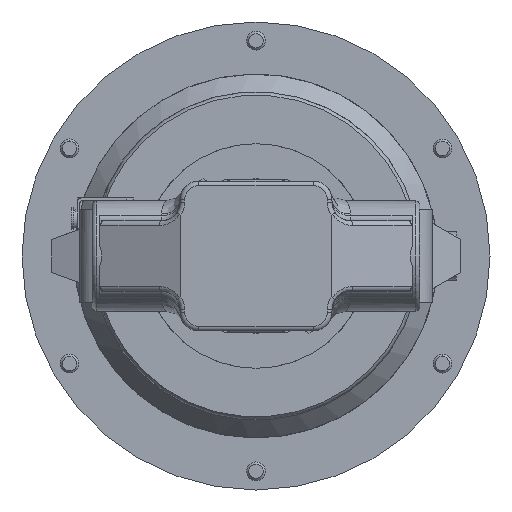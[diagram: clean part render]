
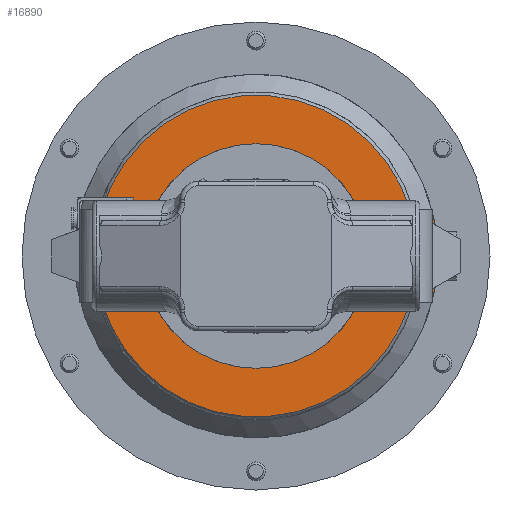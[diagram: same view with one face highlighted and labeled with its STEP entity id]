
A CAD part, front view. The second image highlights one B-rep face of the part: STEP entity #16890.
In plain terms, the highlighted planar face has unit normal (0, -1, 0).
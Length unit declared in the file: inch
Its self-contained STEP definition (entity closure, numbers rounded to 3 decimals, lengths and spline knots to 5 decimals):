
#871 = CARTESIAN_POINT ( 'NONE',  ( -2.11301, 8.007, 0.585 ) ) ;
#1251 = CARTESIAN_POINT ( 'NONE',  ( 2.06757, 8.007, 0.585 ) ) ;
#1895 = DIRECTION ( 'NONE',  ( 0., -1., 0. ) ) ;
#2561 = EDGE_CURVE ( 'NONE', #14337, #6193, #19490, .T. ) ;
#3092 = CARTESIAN_POINT ( 'NONE',  ( -2.06757, 8.007, -0.585 ) ) ;
#3178 = EDGE_CURVE ( 'NONE', #6193, #7581, #14711, .T. ) ;
#3224 = EDGE_CURVE ( 'NONE', #19517, #3430, #14287, .T. ) ;
#3267 = EDGE_CURVE ( 'NONE', #3430, #17576, #13989, .T. ) ;
#3373 = DIRECTION ( 'NONE',  ( -1., 0., 0. ) ) ;
#3430 = VERTEX_POINT ( 'NONE', #20488 ) ;
#3774 = DIRECTION ( 'NONE',  ( 1., 0., 0. ) ) ;
#4668 = ORIENTED_EDGE ( 'NONE', *, *, #29496, .T. ) ;
#6193 = VERTEX_POINT ( 'NONE', #25588 ) ;
#6865 = LINE ( 'NONE', #27463, #19042 ) ;
#7196 = VERTEX_POINT ( 'NONE', #16168 ) ;
#7490 = VECTOR ( 'NONE', #3373, 39.37008 ) ;
#7553 = CIRCLE ( 'NONE', #28239, 2.4285 ) ;
#7558 = EDGE_LOOP ( 'NONE', ( #4668, #28702, #18419, #19878, #16971, #28672, #12321, #14336, #30011 ) ) ;
#7581 = VERTEX_POINT ( 'NONE', #3092 ) ;
#7940 = VERTEX_POINT ( 'NONE', #29451 ) ;
#8413 = CARTESIAN_POINT ( 'NONE',  ( 0., 8.007, -0.46 ) ) ;
#8847 = DIRECTION ( 'NONE',  ( 0., -1., 0. ) ) ;
#9619 = AXIS2_PLACEMENT_3D ( 'NONE', #16557, #1895, #18957 ) ;
#9762 = CARTESIAN_POINT ( 'NONE',  ( 0., 8.007, -1.5 ) ) ;
#9983 = CARTESIAN_POINT ( 'NONE',  ( 2.35699, 8.007, 0.585 ) ) ;
#10101 = CARTESIAN_POINT ( 'NONE',  ( 0., 8.007, 0. ) ) ;
#10878 = DIRECTION ( 'NONE',  ( 1., 0., 0. ) ) ;
#10951 = CARTESIAN_POINT ( 'NONE',  ( 0., 8.007, 0. ) ) ;
#11310 = DIRECTION ( 'NONE',  ( 1., 0., 0. ) ) ;
#12321 = ORIENTED_EDGE ( 'NONE', *, *, #3267, .T. ) ;
#13401 = EDGE_CURVE ( 'NONE', #24673, #7940, #31014, .T. ) ;
#13420 = DIRECTION ( 'NONE',  ( 0., 0., 1. ) ) ;
#13644 = FACE_BOUND ( 'NONE', #19390, .T. ) ;
#13887 = DIRECTION ( 'NONE',  ( 0., -1., 0. ) ) ;
#13989 = CIRCLE ( 'NONE', #22853, 2.4285 ) ;
#14033 = CIRCLE ( 'NONE', #29948, 2.14874 ) ;
#14129 = CIRCLE ( 'NONE', #9619, 2.14874 ) ;
#14287 = LINE ( 'NONE', #24459, #14354 ) ;
#14327 = CARTESIAN_POINT ( 'NONE',  ( -2.11301, 8.007, -0.585 ) ) ;
#14336 = ORIENTED_EDGE ( 'NONE', *, *, #28811, .T. ) ;
#14337 = VERTEX_POINT ( 'NONE', #29382 ) ;
#14354 = VECTOR ( 'NONE', #11310, 39.37008 ) ;
#14465 = CARTESIAN_POINT ( 'NONE',  ( 0., 8.007, 0. ) ) ;
#14574 = VECTOR ( 'NONE', #20664, 39.37008 ) ;
#14711 = LINE ( 'NONE', #14327, #14574 ) ;
#14856 = DIRECTION ( 'NONE',  ( 0., -1., 0. ) ) ;
#14930 = CARTESIAN_POINT ( 'NONE',  ( 0., 8.007, 0. ) ) ;
#16168 = CARTESIAN_POINT ( 'NONE',  ( -2.06757, 8.007, 0.585 ) ) ;
#16557 = CARTESIAN_POINT ( 'NONE',  ( 0., 8.007, 0. ) ) ;
#16603 = ORIENTED_EDGE ( 'NONE', *, *, #18311, .F. ) ;
#16836 = AXIS2_PLACEMENT_3D ( 'NONE', #14930, #14856, #20945 ) ;
#16837 = AXIS2_PLACEMENT_3D ( 'NONE', #8413, #25513, #10878 ) ;
#16890 = ADVANCED_FACE ( 'NONE', ( #13644, #26656 ), #17963, .F. ) ;
#16902 = DIRECTION ( 'NONE',  ( 1., 0., 0. ) ) ;
#16971 = ORIENTED_EDGE ( 'NONE', *, *, #27173, .T. ) ;
#17364 = VERTEX_POINT ( 'NONE', #1251 ) ;
#17436 = ORIENTED_EDGE ( 'NONE', *, *, #13401, .F. ) ;
#17576 = VERTEX_POINT ( 'NONE', #26436 ) ;
#17963 = PLANE ( 'NONE',  #16837 ) ;
#18311 = EDGE_CURVE ( 'NONE', #7940, #24673, #18462, .T. ) ;
#18419 = ORIENTED_EDGE ( 'NONE', *, *, #2561, .T. ) ;
#18462 = CIRCLE ( 'NONE', #20510, 1.5 ) ;
#18957 = DIRECTION ( 'NONE',  ( 1., 0., 0. ) ) ;
#19042 = VECTOR ( 'NONE', #29955, 39.37008 ) ;
#19390 = EDGE_LOOP ( 'NONE', ( #17436, #16603 ) ) ;
#19490 = CIRCLE ( 'NONE', #16836, 2.1925 ) ;
#19517 = VERTEX_POINT ( 'NONE', #21451 ) ;
#19878 = ORIENTED_EDGE ( 'NONE', *, *, #3178, .T. ) ;
#20488 = CARTESIAN_POINT ( 'NONE',  ( 2.35699, 8.007, -0.585 ) ) ;
#20510 = AXIS2_PLACEMENT_3D ( 'NONE', #28571, #13887, #31097 ) ;
#20664 = DIRECTION ( 'NONE',  ( 1., 0., 0. ) ) ;
#20945 = DIRECTION ( 'NONE',  ( 1., 0., 0. ) ) ;
#21451 = CARTESIAN_POINT ( 'NONE',  ( 2.06757, 8.007, -0.585 ) ) ;
#21516 = VERTEX_POINT ( 'NONE', #9983 ) ;
#22853 = AXIS2_PLACEMENT_3D ( 'NONE', #10101, #30639, #3774 ) ;
#23448 = CARTESIAN_POINT ( 'NONE',  ( 0., 8.007, 0. ) ) ;
#24459 = CARTESIAN_POINT ( 'NONE',  ( -2.11301, 8.007, -0.585 ) ) ;
#24673 = VERTEX_POINT ( 'NONE', #9762 ) ;
#25513 = DIRECTION ( 'NONE',  ( 0., 1., 0. ) ) ;
#25588 = CARTESIAN_POINT ( 'NONE',  ( -2.11301, 8.007, -0.585 ) ) ;
#25957 = DIRECTION ( 'NONE',  ( 1., 0., 0. ) ) ;
#26436 = CARTESIAN_POINT ( 'NONE',  ( 2.4285, 8.007, 0. ) ) ;
#26496 = EDGE_CURVE ( 'NONE', #7196, #14337, #6865, .T. ) ;
#26656 = FACE_OUTER_BOUND ( 'NONE', #7558, .T. ) ;
#27031 = LINE ( 'NONE', #871, #7490 ) ;
#27173 = EDGE_CURVE ( 'NONE', #7581, #19517, #14129, .T. ) ;
#27463 = CARTESIAN_POINT ( 'NONE',  ( -2.11301, 8.007, 0.585 ) ) ;
#28074 = DIRECTION ( 'NONE',  ( 0., -1., 0. ) ) ;
#28239 = AXIS2_PLACEMENT_3D ( 'NONE', #23448, #8847, #25957 ) ;
#28545 = AXIS2_PLACEMENT_3D ( 'NONE', #10951, #28074, #13420 ) ;
#28571 = CARTESIAN_POINT ( 'NONE',  ( 0., 8.007, 0. ) ) ;
#28672 = ORIENTED_EDGE ( 'NONE', *, *, #3224, .T. ) ;
#28702 = ORIENTED_EDGE ( 'NONE', *, *, #26496, .T. ) ;
#28811 = EDGE_CURVE ( 'NONE', #17576, #21516, #7553, .T. ) ;
#29382 = CARTESIAN_POINT ( 'NONE',  ( -2.11301, 8.007, 0.585 ) ) ;
#29451 = CARTESIAN_POINT ( 'NONE',  ( 0., 8.007, 1.5 ) ) ;
#29496 = EDGE_CURVE ( 'NONE', #17364, #7196, #14033, .T. ) ;
#29948 = AXIS2_PLACEMENT_3D ( 'NONE', #14465, #31694, #16902 ) ;
#29955 = DIRECTION ( 'NONE',  ( -1., 0., 0. ) ) ;
#30011 = ORIENTED_EDGE ( 'NONE', *, *, #30305, .T. ) ;
#30305 = EDGE_CURVE ( 'NONE', #21516, #17364, #27031, .T. ) ;
#30639 = DIRECTION ( 'NONE',  ( 0., -1., 0. ) ) ;
#31014 = CIRCLE ( 'NONE', #28545, 1.5 ) ;
#31097 = DIRECTION ( 'NONE',  ( 0., 0., 1. ) ) ;
#31694 = DIRECTION ( 'NONE',  ( 0., -1., 0. ) ) ;
